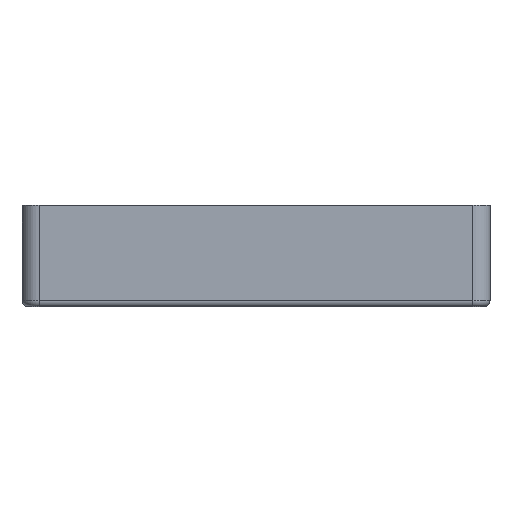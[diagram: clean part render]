
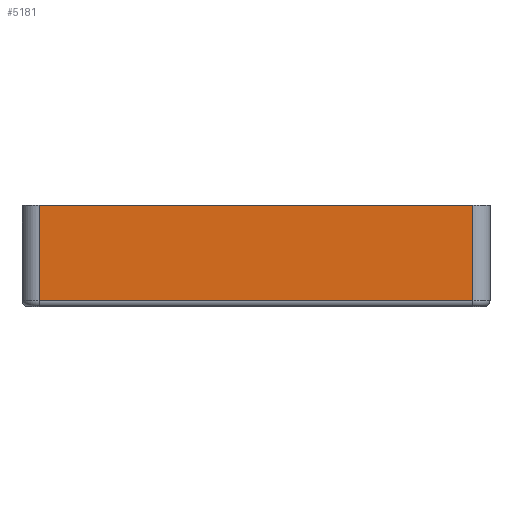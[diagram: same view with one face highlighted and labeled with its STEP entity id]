
A CAD part, left-side view. The second image highlights one B-rep face of the part: STEP entity #5181.
In plain terms, the highlighted planar face has unit normal (-1, 0, 0).
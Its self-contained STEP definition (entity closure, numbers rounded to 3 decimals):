
#164=PLANE('',#5546);
#410=FACE_OUTER_BOUND('',#717,.T.);
#717=EDGE_LOOP('',(#4048,#4049,#4050,#4051));
#1208=LINE('',#7933,#1841);
#1212=LINE('',#7954,#1845);
#1213=LINE('',#7956,#1846);
#1214=LINE('',#7957,#1847);
#1841=VECTOR('',#6263,10.);
#1845=VECTOR('',#6291,10.);
#1846=VECTOR('',#6292,10.);
#1847=VECTOR('',#6293,10.);
#2623=VERTEX_POINT('',#7923);
#2625=VERTEX_POINT('',#7929);
#2631=VERTEX_POINT('',#7953);
#2632=VERTEX_POINT('',#7955);
#3172=EDGE_CURVE('',#2623,#2625,#1208,.T.);
#3183=EDGE_CURVE('',#2623,#2631,#1212,.T.);
#3184=EDGE_CURVE('',#2632,#2631,#1213,.T.);
#3185=EDGE_CURVE('',#2632,#2625,#1214,.T.);
#4048=ORIENTED_EDGE('',*,*,#3172,.F.);
#4049=ORIENTED_EDGE('',*,*,#3183,.T.);
#4050=ORIENTED_EDGE('',*,*,#3184,.F.);
#4051=ORIENTED_EDGE('',*,*,#3185,.T.);
#5181=ADVANCED_FACE('',(#410),#164,.T.);
#5546=AXIS2_PLACEMENT_3D('',#7952,#6289,#6290);
#6263=DIRECTION('',(0.,1.,0.));
#6289=DIRECTION('center_axis',(-1.,0.,0.));
#6290=DIRECTION('ref_axis',(0.,-1.,0.));
#6291=DIRECTION('',(0.,0.,1.));
#6292=DIRECTION('',(0.,-1.,0.));
#6293=DIRECTION('',(0.,0.,-1.));
#7923=CARTESIAN_POINT('',(-236.435,-9.303,-5.25));
#7929=CARTESIAN_POINT('',(-236.435,66.697,-5.25));
#7933=CARTESIAN_POINT('',(-236.435,47.697,-5.25));
#7952=CARTESIAN_POINT('Origin',(-236.435,66.697,0.));
#7953=CARTESIAN_POINT('',(-236.435,-9.303,11.5));
#7954=CARTESIAN_POINT('',(-236.435,-9.303,0.));
#7955=CARTESIAN_POINT('',(-236.435,66.697,11.5));
#7956=CARTESIAN_POINT('',(-236.435,66.697,11.5));
#7957=CARTESIAN_POINT('',(-236.435,66.697,0.));
